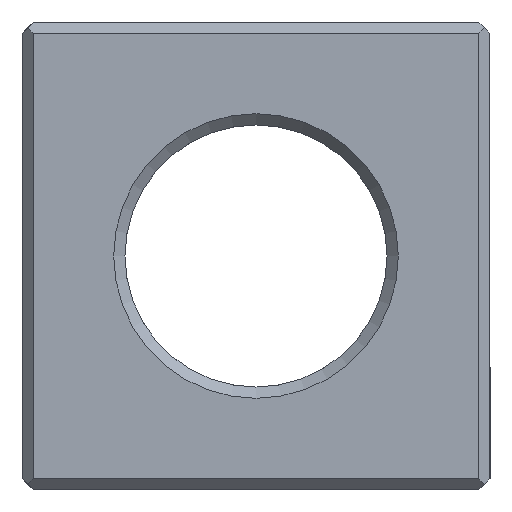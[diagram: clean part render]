
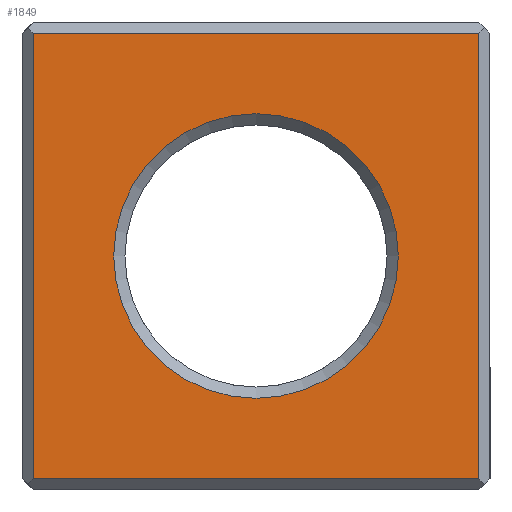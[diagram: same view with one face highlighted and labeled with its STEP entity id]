
A CAD part, left-side view. The second image highlights one B-rep face of the part: STEP entity #1849.
In plain terms, the highlighted planar face has unit normal (-1, 0, 0).
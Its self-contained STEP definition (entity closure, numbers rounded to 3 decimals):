
#72 = PLANE('',#73);
#73 = AXIS2_PLACEMENT_3D('',#74,#75,#76);
#74 = CARTESIAN_POINT('',(0.,0.,0.3));
#75 = DIRECTION('',(-0.707,0.,-0.707)
  );
#76 = DIRECTION('',(0.707,0.,-0.707));
#362 = PLANE('',#363);
#363 = AXIS2_PLACEMENT_3D('',#364,#365,#366);
#364 = CARTESIAN_POINT('',(0.3,12.5,0.));
#365 = DIRECTION('',(0.707,-0.707,0.));
#366 = DIRECTION('',(-0.707,-0.707,0.));
#593 = PLANE('',#594);
#594 = AXIS2_PLACEMENT_3D('',#595,#596,#597);
#595 = CARTESIAN_POINT('',(0.3,0.,0.));
#596 = DIRECTION('',(-0.707,-0.707,0.));
#597 = DIRECTION('',(-0.707,0.707,0.));
#661 = VERTEX_POINT('',#662);
#662 = CARTESIAN_POINT('',(0.,0.3,0.3));
#683 = EDGE_CURVE('',#661,#684,#686,.T.);
#684 = VERTEX_POINT('',#685);
#685 = CARTESIAN_POINT('',(0.,12.2,0.3));
#686 = SURFACE_CURVE('',#687,(#691,#698),.PCURVE_S1.);
#687 = LINE('',#688,#689);
#688 = CARTESIAN_POINT('',(0.,0.,0.3));
#689 = VECTOR('',#690,1.);
#690 = DIRECTION('',(0.,1.,0.));
#691 = PCURVE('',#72,#692);
#692 = DEFINITIONAL_REPRESENTATION('',(#693),#697);
#693 = LINE('',#694,#695);
#694 = CARTESIAN_POINT('',(0.,0.));
#695 = VECTOR('',#696,1.);
#696 = DIRECTION('',(0.,-1.));
#697 = ( GEOMETRIC_REPRESENTATION_CONTEXT(2) 
PARAMETRIC_REPRESENTATION_CONTEXT() REPRESENTATION_CONTEXT('2D SPACE',''
  ) );
#698 = PCURVE('',#699,#704);
#699 = PLANE('',#700);
#700 = AXIS2_PLACEMENT_3D('',#701,#702,#703);
#701 = CARTESIAN_POINT('',(0.,12.5,0.));
#702 = DIRECTION('',(1.,0.,0.));
#703 = DIRECTION('',(0.,-1.,0.));
#704 = DEFINITIONAL_REPRESENTATION('',(#705),#709);
#705 = LINE('',#706,#707);
#706 = CARTESIAN_POINT('',(12.5,-0.3));
#707 = VECTOR('',#708,1.);
#708 = DIRECTION('',(-1.,0.));
#709 = ( GEOMETRIC_REPRESENTATION_CONTEXT(2) 
PARAMETRIC_REPRESENTATION_CONTEXT() REPRESENTATION_CONTEXT('2D SPACE',''
  ) );
#1346 = VERTEX_POINT('',#1347);
#1347 = CARTESIAN_POINT('',(0.,12.2,12.2));
#1361 = PLANE('',#1362);
#1362 = AXIS2_PLACEMENT_3D('',#1363,#1364,#1365);
#1363 = CARTESIAN_POINT('',(0.3,0.,12.5));
#1364 = DIRECTION('',(-0.707,0.,0.707
    ));
#1365 = DIRECTION('',(-0.707,0.,-0.707
    ));
#1373 = EDGE_CURVE('',#684,#1346,#1374,.T.);
#1374 = SURFACE_CURVE('',#1375,(#1379,#1386),.PCURVE_S1.);
#1375 = LINE('',#1376,#1377);
#1376 = CARTESIAN_POINT('',(0.,12.2,0.));
#1377 = VECTOR('',#1378,1.);
#1378 = DIRECTION('',(0.,0.,1.));
#1379 = PCURVE('',#362,#1380);
#1380 = DEFINITIONAL_REPRESENTATION('',(#1381),#1385);
#1381 = LINE('',#1382,#1383);
#1382 = CARTESIAN_POINT('',(0.424,0.));
#1383 = VECTOR('',#1384,1.);
#1384 = DIRECTION('',(0.,-1.));
#1385 = ( GEOMETRIC_REPRESENTATION_CONTEXT(2) 
PARAMETRIC_REPRESENTATION_CONTEXT() REPRESENTATION_CONTEXT('2D SPACE',''
  ) );
#1386 = PCURVE('',#699,#1387);
#1387 = DEFINITIONAL_REPRESENTATION('',(#1388),#1392);
#1388 = LINE('',#1389,#1390);
#1389 = CARTESIAN_POINT('',(0.3,0.));
#1390 = VECTOR('',#1391,1.);
#1391 = DIRECTION('',(0.,-1.));
#1392 = ( GEOMETRIC_REPRESENTATION_CONTEXT(2) 
PARAMETRIC_REPRESENTATION_CONTEXT() REPRESENTATION_CONTEXT('2D SPACE',''
  ) );
#1806 = VERTEX_POINT('',#1807);
#1807 = CARTESIAN_POINT('',(0.,0.3,12.2));
#1828 = EDGE_CURVE('',#661,#1806,#1829,.T.);
#1829 = SURFACE_CURVE('',#1830,(#1834,#1841),.PCURVE_S1.);
#1830 = LINE('',#1831,#1832);
#1831 = CARTESIAN_POINT('',(0.,0.3,0.));
#1832 = VECTOR('',#1833,1.);
#1833 = DIRECTION('',(0.,0.,1.));
#1834 = PCURVE('',#593,#1835);
#1835 = DEFINITIONAL_REPRESENTATION('',(#1836),#1840);
#1836 = LINE('',#1837,#1838);
#1837 = CARTESIAN_POINT('',(0.424,0.));
#1838 = VECTOR('',#1839,1.);
#1839 = DIRECTION('',(0.,-1.));
#1840 = ( GEOMETRIC_REPRESENTATION_CONTEXT(2) 
PARAMETRIC_REPRESENTATION_CONTEXT() REPRESENTATION_CONTEXT('2D SPACE',''
  ) );
#1841 = PCURVE('',#699,#1842);
#1842 = DEFINITIONAL_REPRESENTATION('',(#1843),#1847);
#1843 = LINE('',#1844,#1845);
#1844 = CARTESIAN_POINT('',(12.2,0.));
#1845 = VECTOR('',#1846,1.);
#1846 = DIRECTION('',(0.,-1.));
#1847 = ( GEOMETRIC_REPRESENTATION_CONTEXT(2) 
PARAMETRIC_REPRESENTATION_CONTEXT() REPRESENTATION_CONTEXT('2D SPACE',''
  ) );
#1849 = ADVANCED_FACE('',(#1850,#1876),#699,.F.);
#1850 = FACE_BOUND('',#1851,.F.);
#1851 = EDGE_LOOP('',(#1852,#1853,#1854,#1855));
#1852 = ORIENTED_EDGE('',*,*,#1828,.F.);
#1853 = ORIENTED_EDGE('',*,*,#683,.T.);
#1854 = ORIENTED_EDGE('',*,*,#1373,.T.);
#1855 = ORIENTED_EDGE('',*,*,#1856,.F.);
#1856 = EDGE_CURVE('',#1806,#1346,#1857,.T.);
#1857 = SURFACE_CURVE('',#1858,(#1862,#1869),.PCURVE_S1.);
#1858 = LINE('',#1859,#1860);
#1859 = CARTESIAN_POINT('',(0.,0.,12.2)
  );
#1860 = VECTOR('',#1861,1.);
#1861 = DIRECTION('',(0.,1.,0.));
#1862 = PCURVE('',#699,#1863);
#1863 = DEFINITIONAL_REPRESENTATION('',(#1864),#1868);
#1864 = LINE('',#1865,#1866);
#1865 = CARTESIAN_POINT('',(12.5,-12.2));
#1866 = VECTOR('',#1867,1.);
#1867 = DIRECTION('',(-1.,0.));
#1868 = ( GEOMETRIC_REPRESENTATION_CONTEXT(2) 
PARAMETRIC_REPRESENTATION_CONTEXT() REPRESENTATION_CONTEXT('2D SPACE',''
  ) );
#1869 = PCURVE('',#1361,#1870);
#1870 = DEFINITIONAL_REPRESENTATION('',(#1871),#1875);
#1871 = LINE('',#1872,#1873);
#1872 = CARTESIAN_POINT('',(0.424,0.));
#1873 = VECTOR('',#1874,1.);
#1874 = DIRECTION('',(0.,-1.));
#1875 = ( GEOMETRIC_REPRESENTATION_CONTEXT(2) 
PARAMETRIC_REPRESENTATION_CONTEXT() REPRESENTATION_CONTEXT('2D SPACE',''
  ) );
#1876 = FACE_BOUND('',#1877,.F.);
#1877 = EDGE_LOOP('',(#1878));
#1878 = ORIENTED_EDGE('',*,*,#1879,.T.);
#1879 = EDGE_CURVE('',#1880,#1880,#1882,.T.);
#1880 = VERTEX_POINT('',#1881);
#1881 = CARTESIAN_POINT('',(0.,2.45,6.25));
#1882 = SURFACE_CURVE('',#1883,(#1888,#1899),.PCURVE_S1.);
#1883 = CIRCLE('',#1884,3.8);
#1884 = AXIS2_PLACEMENT_3D('',#1885,#1886,#1887);
#1885 = CARTESIAN_POINT('',(0.,6.25,6.25));
#1886 = DIRECTION('',(-1.,0.,0.));
#1887 = DIRECTION('',(0.,-1.,0.));
#1888 = PCURVE('',#699,#1889);
#1889 = DEFINITIONAL_REPRESENTATION('',(#1890),#1898);
#1890 = ( BOUNDED_CURVE() B_SPLINE_CURVE(2,(#1891,#1892,#1893,#1894,
#1895,#1896,#1897),.UNSPECIFIED.,.T.,.F.) B_SPLINE_CURVE_WITH_KNOTS((1,2
    ,2,2,2,1),(-2.094,0.,2.094,4.189,
6.283,8.378),.UNSPECIFIED.) CURVE() 
GEOMETRIC_REPRESENTATION_ITEM() RATIONAL_B_SPLINE_CURVE((1.,0.5,1.,0.5,
1.,0.5,1.)) REPRESENTATION_ITEM('') );
#1891 = CARTESIAN_POINT('',(10.05,-6.25));
#1892 = CARTESIAN_POINT('',(10.05,-12.832));
#1893 = CARTESIAN_POINT('',(4.35,-9.541));
#1894 = CARTESIAN_POINT('',(-1.35,-6.25));
#1895 = CARTESIAN_POINT('',(4.35,-2.959));
#1896 = CARTESIAN_POINT('',(10.05,0.332));
#1897 = CARTESIAN_POINT('',(10.05,-6.25));
#1898 = ( GEOMETRIC_REPRESENTATION_CONTEXT(2) 
PARAMETRIC_REPRESENTATION_CONTEXT() REPRESENTATION_CONTEXT('2D SPACE',''
  ) );
#1899 = PCURVE('',#1900,#1905);
#1900 = CONICAL_SURFACE('',#1901,3.5,0.785);
#1901 = AXIS2_PLACEMENT_3D('',#1902,#1903,#1904);
#1902 = CARTESIAN_POINT('',(0.3,6.25,6.25));
#1903 = DIRECTION('',(-1.,-0.,-0.));
#1904 = DIRECTION('',(0.,-1.,0.));
#1905 = DEFINITIONAL_REPRESENTATION('',(#1906),#1910);
#1906 = LINE('',#1907,#1908);
#1907 = CARTESIAN_POINT('',(0.,0.3));
#1908 = VECTOR('',#1909,1.);
#1909 = DIRECTION('',(1.,0.));
#1910 = ( GEOMETRIC_REPRESENTATION_CONTEXT(2) 
PARAMETRIC_REPRESENTATION_CONTEXT() REPRESENTATION_CONTEXT('2D SPACE',''
  ) );
